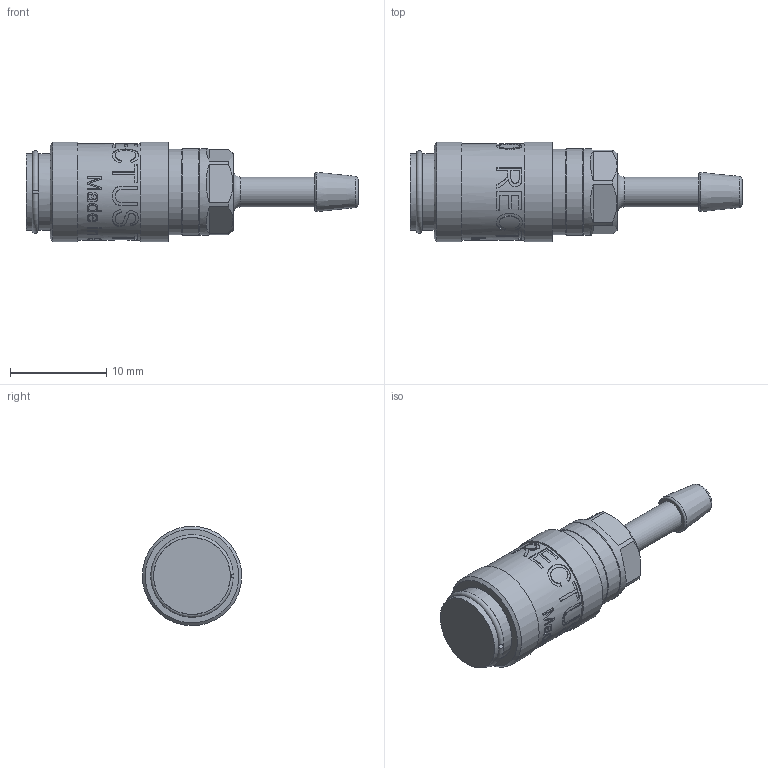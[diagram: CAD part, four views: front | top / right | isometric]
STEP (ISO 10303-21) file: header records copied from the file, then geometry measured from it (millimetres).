
FILE_DESCRIPTION((''),'2;1');
FILE_NAME('20kbtf03mpx.stp','2014-06-18T15:07:21',('IA176480'),(''),'Autodesk Inventor 2013','Autodesk Inventor 2013','');
FILE_SCHEMA(('AUTOMOTIVE_DESIGN { 1 0 10303 214 1 1 1 1 }'));
Length unit declared in the file: millimetre
Products named in the file (1): D104279
Bounding box: 34.55 x 10.34 x 10.34 mm (x, y, z)
Volume: 1500.7 mm3; surface area: 1872.9 mm2
Topology: 2 solids, 4 shells, 441 faces, 1142 edges, 754 vertices
Faces by surface type: bspline 184, plane 170, cylinder 59, cone 20, torus 8
Full cylindrical faces by diameter (mm): 3.1 x1, 6.8 x1, 7.3 x1, 7.4 x1, 7.46 x1, 7.8 x2, 8 x3, 8.1 x1, 8.15 x2, 8.9 x1, 9 x2, 9.15 x1, 9.2 x1, 10 x1, 10.35 x2
Entity records: 60784 total; most frequent: CARTESIAN_POINT 51189, ORIENTED_EDGE 2178, DIRECTION 1235, EDGE_CURVE 1089, VERTEX_POINT 742, EDGE_LOOP 535, B_SPLINE_CURVE_WITH_KNOTS 513, FACE_OUTER_BOUND 441
